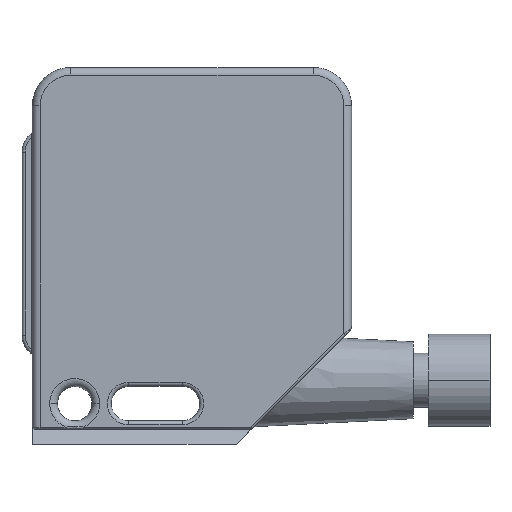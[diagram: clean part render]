
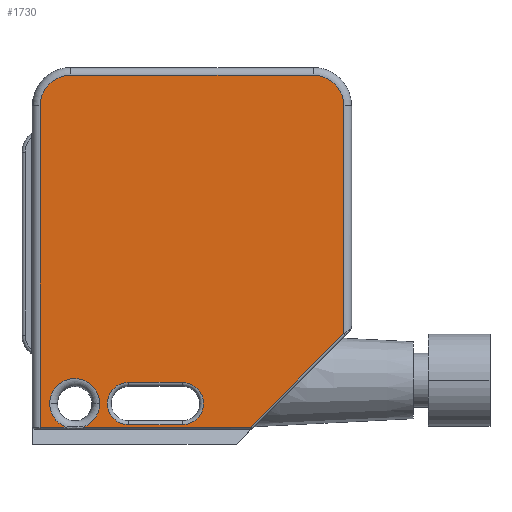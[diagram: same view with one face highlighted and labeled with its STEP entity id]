
A CAD part, top view. The second image highlights one B-rep face of the part: STEP entity #1730.
In plain terms, the highlighted planar face has unit normal (0, 0, 1).
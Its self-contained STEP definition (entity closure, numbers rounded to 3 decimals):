
#70=DIRECTION('',(-0.707,-0.707,0.));
#71=VECTOR('',#70,17.117);
#72=CARTESIAN_POINT('',(19.75,-10.146,7.5));
#73=LINE('',#72,#71);
#74=CARTESIAN_POINT('',(-15.25,-19.2,7.5));
#75=DIRECTION('',(0.,0.,1.));
#76=DIRECTION('',(0.345,-0.938,0.));
#77=AXIS2_PLACEMENT_3D('',#74,#75,#76);
#79=CARTESIAN_POINT('',(-15.25,-19.2,7.5));
#80=DIRECTION('',(0.,0.,1.));
#81=DIRECTION('',(1.,0.,0.));
#82=AXIS2_PLACEMENT_3D('',#79,#80,#81);
#84=CARTESIAN_POINT('',(-15.25,-19.2,7.5));
#85=DIRECTION('',(0.,0.,1.));
#86=DIRECTION('',(0.998,0.069,0.));
#87=AXIS2_PLACEMENT_3D('',#84,#85,#86);
#89=CARTESIAN_POINT('',(-15.25,-19.2,7.5));
#90=DIRECTION('',(0.,0.,1.));
#91=DIRECTION('',(-1.,0.,0.));
#92=AXIS2_PLACEMENT_3D('',#89,#90,#91);
#94=CARTESIAN_POINT('',(-15.25,-19.2,7.5));
#95=DIRECTION('',(0.,0.,1.));
#96=DIRECTION('',(-0.998,-0.069,0.));
#97=AXIS2_PLACEMENT_3D('',#94,#95,#96);
#99=CARTESIAN_POINT('',(-15.75,19.5,7.5));
#100=DIRECTION('',(0.,0.,-1.));
#101=DIRECTION('',(-1.,0.,0.));
#102=AXIS2_PLACEMENT_3D('',#99,#100,#101);
#104=CARTESIAN_POINT('',(15.75,19.5,7.5));
#105=DIRECTION('',(0.,0.,-1.));
#106=DIRECTION('',(0.,1.,0.));
#107=AXIS2_PLACEMENT_3D('',#104,#105,#106);
#109=CARTESIAN_POINT('',(-1.25,-19.2,7.5));
#110=DIRECTION('',(0.,0.,1.));
#111=DIRECTION('',(0.,-1.,0.));
#112=AXIS2_PLACEMENT_3D('',#109,#110,#111);
#114=CARTESIAN_POINT('',(-1.25,-19.2,7.5));
#115=DIRECTION('',(0.,0.,1.));
#116=DIRECTION('',(0.069,-0.998,0.));
#117=AXIS2_PLACEMENT_3D('',#114,#115,#116);
#119=CARTESIAN_POINT('',(-8.25,-19.2,7.5));
#120=DIRECTION('',(0.,0.,1.));
#121=DIRECTION('',(0.,1.,0.));
#122=AXIS2_PLACEMENT_3D('',#119,#120,#121);
#124=CARTESIAN_POINT('',(-8.25,-19.2,7.5));
#125=DIRECTION('',(0.,0.,1.));
#126=DIRECTION('',(-0.069,0.998,0.));
#127=AXIS2_PLACEMENT_3D('',#124,#125,#126);
#150=DIRECTION('',(0.,1.,0.));
#151=VECTOR('',#150,29.646);
#152=CARTESIAN_POINT('',(19.75,-10.146,7.5));
#153=LINE('',#152,#151);
#192=DIRECTION('',(-1.,0.,0.));
#193=VECTOR('',#192,31.5);
#194=CARTESIAN_POINT('',(15.75,23.5,7.5));
#195=LINE('',#194,#193);
#211=DIRECTION('',(0.,-1.,0.));
#212=VECTOR('',#211,41.75);
#213=CARTESIAN_POINT('',(-19.75,19.5,7.5));
#214=LINE('',#213,#212);
#220=DIRECTION('',(1.,0.,0.));
#221=VECTOR('',#220,3.378);
#222=CARTESIAN_POINT('',(-19.75,-22.25,7.5));
#223=LINE('',#222,#221);
#917=DIRECTION('',(1.,0.,0.));
#918=VECTOR('',#917,7.);
#919=CARTESIAN_POINT('',(-8.25,-16.45,7.5));
#920=LINE('',#919,#918);
#931=DIRECTION('',(-1.,0.,0.));
#932=VECTOR('',#931,7.);
#933=CARTESIAN_POINT('',(-1.25,-21.95,7.5));
#934=LINE('',#933,#932);
#1080=DIRECTION('',(1.,0.,0.));
#1081=VECTOR('',#1080,21.774);
#1082=CARTESIAN_POINT('',(-14.128,-22.25,
7.5));
#1083=LINE('',#1082,#1081);
#1392=CARTESIAN_POINT('',(-1.25,-21.95,7.5));
#1393=CARTESIAN_POINT('',(-1.062,-21.944,
7.5));
#1394=VERTEX_POINT('',#1392);
#1395=VERTEX_POINT('',#1393);
#1396=CARTESIAN_POINT('',(-1.25,-16.45,7.5));
#1397=VERTEX_POINT('',#1396);
#1398=CARTESIAN_POINT('',(-8.25,-16.45,
7.5));
#1399=VERTEX_POINT('',#1398);
#1400=CARTESIAN_POINT('',(-8.438,-16.456,
7.5));
#1401=VERTEX_POINT('',#1400);
#1402=CARTESIAN_POINT('',(-8.25,-21.95,7.5));
#1403=VERTEX_POINT('',#1402);
#1404=CARTESIAN_POINT('',(19.75,-10.146,7.5));
#1405=CARTESIAN_POINT('',(7.646,-22.25,7.5));
#1406=VERTEX_POINT('',#1404);
#1407=VERTEX_POINT('',#1405);
#1408=CARTESIAN_POINT('',(-14.128,-22.25,
7.5));
#1409=VERTEX_POINT('',#1408);
#1410=CARTESIAN_POINT('',(-12.,-19.2,7.5));
#1411=VERTEX_POINT('',#1410);
#1412=CARTESIAN_POINT('',(-12.008,-18.977,
7.5));
#1413=VERTEX_POINT('',#1412);
#1414=CARTESIAN_POINT('',(-18.5,-19.2,7.5));
#1415=VERTEX_POINT('',#1414);
#1416=CARTESIAN_POINT('',(-18.492,-19.423,7.5));
#1417=VERTEX_POINT('',#1416);
#1418=CARTESIAN_POINT('',(-16.372,-22.25,7.5));
#1419=VERTEX_POINT('',#1418);
#1420=CARTESIAN_POINT('',(-19.75,-22.25,7.5));
#1421=VERTEX_POINT('',#1420);
#1422=CARTESIAN_POINT('',(-19.75,19.5,7.5));
#1423=VERTEX_POINT('',#1422);
#1424=CARTESIAN_POINT('',(-15.75,23.5,7.5));
#1425=VERTEX_POINT('',#1424);
#1426=CARTESIAN_POINT('',(15.75,23.5,7.5));
#1427=VERTEX_POINT('',#1426);
#1428=CARTESIAN_POINT('',(19.75,19.5,7.5));
#1429=VERTEX_POINT('',#1428);
#1683=CARTESIAN_POINT('',(0.,0.625,7.5));
#1684=DIRECTION('',(0.,0.,1.));
#1685=DIRECTION('',(1.,0.,0.));
#1686=AXIS2_PLACEMENT_3D('',#1683,#1684,#1685);
#1687=PLANE('',#1686);
#1689=ORIENTED_EDGE('',*,*,#1688,.T.);
#1691=ORIENTED_EDGE('',*,*,#1690,.F.);
#1693=ORIENTED_EDGE('',*,*,#1692,.T.);
#1695=ORIENTED_EDGE('',*,*,#1694,.T.);
#1697=ORIENTED_EDGE('',*,*,#1696,.T.);
#1699=ORIENTED_EDGE('',*,*,#1698,.T.);
#1701=ORIENTED_EDGE('',*,*,#1700,.T.);
#1703=ORIENTED_EDGE('',*,*,#1702,.F.);
#1705=ORIENTED_EDGE('',*,*,#1704,.F.);
#1707=ORIENTED_EDGE('',*,*,#1706,.T.);
#1709=ORIENTED_EDGE('',*,*,#1708,.F.);
#1711=ORIENTED_EDGE('',*,*,#1710,.T.);
#1713=ORIENTED_EDGE('',*,*,#1712,.F.);
#1714=EDGE_LOOP('',(#1689,#1691,#1693,#1695,#1697,#1699,#1701,#1703,#1705,#1707,
#1709,#1711,#1713));
#1715=FACE_OUTER_BOUND('',#1714,.F.);
#1717=ORIENTED_EDGE('',*,*,#1716,.T.);
#1719=ORIENTED_EDGE('',*,*,#1718,.T.);
#1721=ORIENTED_EDGE('',*,*,#1720,.F.);
#1723=ORIENTED_EDGE('',*,*,#1722,.T.);
#1725=ORIENTED_EDGE('',*,*,#1724,.T.);
#1727=ORIENTED_EDGE('',*,*,#1726,.F.);
#1728=EDGE_LOOP('',(#1717,#1719,#1721,#1723,#1725,#1727));
#1729=FACE_BOUND('',#1728,.F.);
#1730=ADVANCED_FACE('',(#1715,#1729),#1687,.T.);
#78=CIRCLE('',#77,3.25);
#83=CIRCLE('',#82,3.25);
#88=CIRCLE('',#87,3.25);
#93=CIRCLE('',#92,3.25);
#98=CIRCLE('',#97,3.25);
#103=CIRCLE('',#102,4.);
#108=CIRCLE('',#107,4.);
#113=CIRCLE('',#112,2.75);
#118=CIRCLE('',#117,2.75);
#123=CIRCLE('',#122,2.75);
#128=CIRCLE('',#127,2.75);
#1688=EDGE_CURVE('',#1406,#1407,#73,.T.);
#1690=EDGE_CURVE('',#1409,#1407,#1083,.T.);
#1692=EDGE_CURVE('',#1409,#1411,#78,.T.);
#1694=EDGE_CURVE('',#1411,#1413,#83,.T.);
#1696=EDGE_CURVE('',#1413,#1415,#88,.T.);
#1698=EDGE_CURVE('',#1415,#1417,#93,.T.);
#1700=EDGE_CURVE('',#1417,#1419,#98,.T.);
#1702=EDGE_CURVE('',#1421,#1419,#223,.T.);
#1704=EDGE_CURVE('',#1423,#1421,#214,.T.);
#1706=EDGE_CURVE('',#1423,#1425,#103,.T.);
#1708=EDGE_CURVE('',#1427,#1425,#195,.T.);
#1710=EDGE_CURVE('',#1427,#1429,#108,.T.);
#1712=EDGE_CURVE('',#1406,#1429,#153,.T.);
#1716=EDGE_CURVE('',#1394,#1395,#113,.T.);
#1718=EDGE_CURVE('',#1395,#1397,#118,.T.);
#1720=EDGE_CURVE('',#1399,#1397,#920,.T.);
#1722=EDGE_CURVE('',#1399,#1401,#123,.T.);
#1724=EDGE_CURVE('',#1401,#1403,#128,.T.);
#1726=EDGE_CURVE('',#1394,#1403,#934,.T.);
